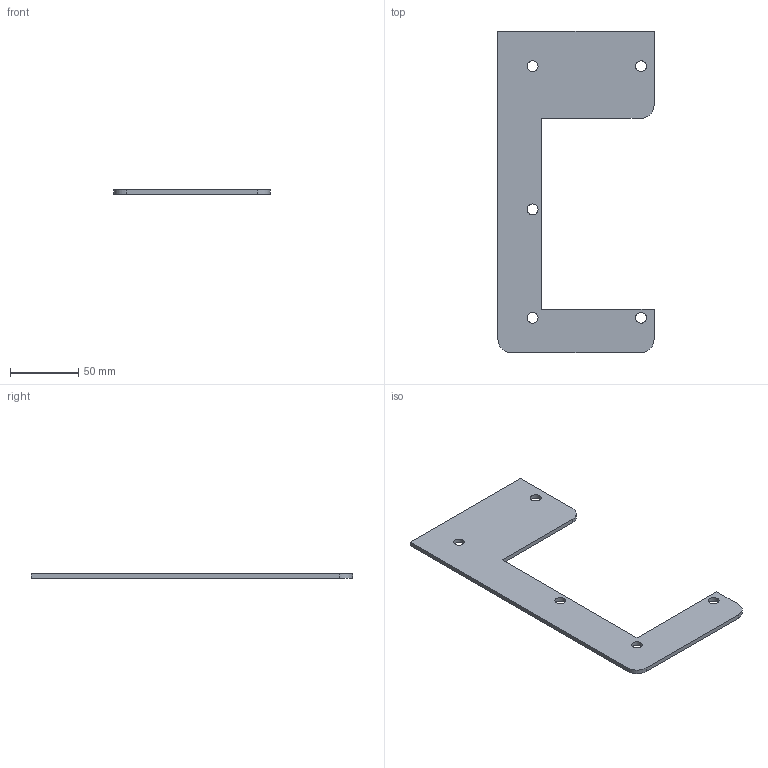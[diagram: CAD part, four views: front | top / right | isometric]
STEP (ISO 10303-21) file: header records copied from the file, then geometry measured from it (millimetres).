
FILE_DESCRIPTION (( 'STEP AP203' ), '1' );
FILE_NAME ('1485BL1.step', '2020-11-19T14:29:46', ( 'ADC123' ), ( 'Microsoft' ), 'SwSTEP 2.0', 'SolidWorks 2019', '' );
FILE_SCHEMA (( 'CONFIG_CONTROL_DESIGN' ));
Length unit declared in the file: inch
Products named in the file (1): 1485BL1
Bounding box: 114.3 x 234.95 x 3.17 mm (x, y, z)
Volume: 47678.1 mm3; surface area: 33132.3 mm2
Topology: 1 solids, 1 shells, 18 faces, 48 edges, 32 vertices
Faces by surface type: plane 10, cylinder 8
Full cylindrical faces by diameter (mm): 7.937 x2, 7.938 x3
Entity records: 642 total; most frequent: DIRECTION 97, CARTESIAN_POINT 94, ORIENTED_EDGE 86, EDGE_CURVE 43, AXIS2_PLACEMENT_3D 35, EDGE_LOOP 33, VERTEX_POINT 32, LINE 27
